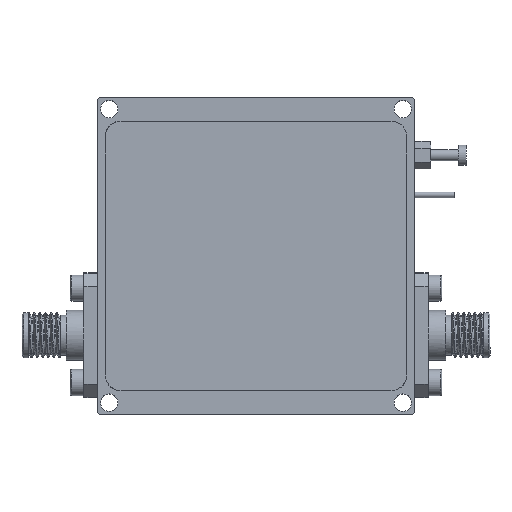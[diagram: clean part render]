
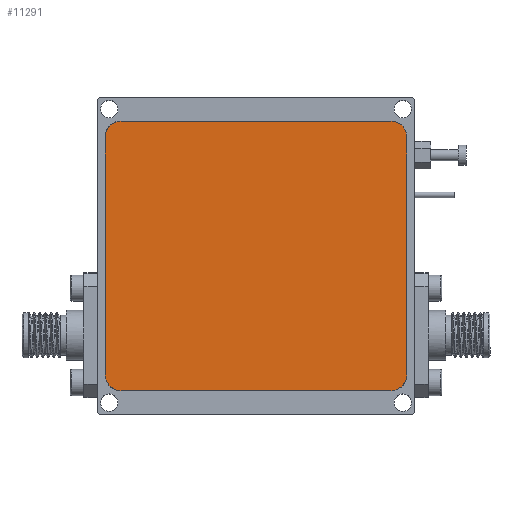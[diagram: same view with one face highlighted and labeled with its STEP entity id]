
A CAD part, top view. The second image highlights one B-rep face of the part: STEP entity #11291.
In plain terms, the highlighted planar face has unit normal (0, 0, 1).
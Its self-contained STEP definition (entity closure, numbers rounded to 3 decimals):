
#425 = DIRECTION ( 'NONE',  ( 1., 0., 0. ) ) ;
#844 = CARTESIAN_POINT ( 'NONE',  ( 3., 37., 12. ) ) ;
#1300 = ORIENTED_EDGE ( 'NONE', *, *, #11974, .T. ) ;
#1409 = DIRECTION ( 'NONE',  ( -1., 0., 0. ) ) ;
#1473 = CARTESIAN_POINT ( 'NONE',  ( 3., 37., 12. ) ) ;
#1526 = CARTESIAN_POINT ( 'NONE',  ( 1., 35., 12. ) ) ;
#1693 = CARTESIAN_POINT ( 'NONE',  ( 20., 3., 12. ) ) ;
#1771 = ORIENTED_EDGE ( 'NONE', *, *, #2967, .T. ) ;
#1780 = CARTESIAN_POINT ( 'NONE',  ( 1.246, 36.257, 12. ) ) ;
#1961 = DIRECTION ( 'NONE',  ( 0., -1., 0. ) ) ;
#2035 = CARTESIAN_POINT ( 'NONE',  ( 1., 20., 12. ) ) ;
#2153 = CARTESIAN_POINT ( 'NONE',  ( 38.754, 36.257, 12. ) ) ;
#2159 = EDGE_CURVE ( 'NONE', #3470, #13381, #2773, .T. ) ;
#2417 = B_SPLINE_CURVE_WITH_KNOTS ( 'NONE', 5,
 ( #7858, #10199, #12336, #5874, #6794, #11259 ),
 .UNSPECIFIED., .F., .F.,
 ( 6, 6 ),
 ( -110.566, -107.425 ),
 .UNSPECIFIED. ) ;
#2729 = CARTESIAN_POINT ( 'NONE',  ( 38.754, 3.743, 12. ) ) ;
#2773 = LINE ( 'NONE', #1693, #8372 ) ;
#2967 = EDGE_CURVE ( 'NONE', #8305, #7766, #11832, .T. ) ;
#3235 = CARTESIAN_POINT ( 'NONE',  ( 39., 35.628, 12. ) ) ;
#3294 = CARTESIAN_POINT ( 'NONE',  ( 37., 3., 12. ) ) ;
#3381 = DIRECTION ( 'NONE',  ( 0., 1., 0. ) ) ;
#3470 = VERTEX_POINT ( 'NONE', #5866 ) ;
#3542 = DIRECTION ( 'NONE',  ( 0., 0., 1. ) ) ;
#4295 = VERTEX_POINT ( 'NONE', #6412 ) ;
#4913 = EDGE_CURVE ( 'NONE', #13381, #9782, #9221, .T. ) ;
#5037 = CARTESIAN_POINT ( 'NONE',  ( 1., 35., 12. ) ) ;
#5492 = LINE ( 'NONE', #12799, #12884 ) ;
#5667 = CARTESIAN_POINT ( 'NONE',  ( 0., 0., 12. ) ) ;
#5725 = EDGE_CURVE ( 'NONE', #10698, #4295, #11606, .T. ) ;
#5866 = CARTESIAN_POINT ( 'NONE',  ( 3., 3., 12. ) ) ;
#5874 = CARTESIAN_POINT ( 'NONE',  ( 1.743, 3.246, 12. ) ) ;
#6039 = CARTESIAN_POINT ( 'NONE',  ( 37.628, 3., 12. ) ) ;
#6103 = CARTESIAN_POINT ( 'NONE',  ( 2.372, 37., 12. ) ) ;
#6118 = CARTESIAN_POINT ( 'NONE',  ( 37., 3., 12. ) ) ;
#6295 = ORIENTED_EDGE ( 'NONE', *, *, #11099, .T. ) ;
#6412 = CARTESIAN_POINT ( 'NONE',  ( 1., 5., 12. ) ) ;
#6465 = CARTESIAN_POINT ( 'NONE',  ( 37.628, 37., 12. ) ) ;
#6588 = LINE ( 'NONE', #12054, #13742 ) ;
#6668 = VERTEX_POINT ( 'NONE', #1473 ) ;
#6794 = CARTESIAN_POINT ( 'NONE',  ( 2.372, 3., 12. ) ) ;
#7031 = CARTESIAN_POINT ( 'NONE',  ( 39., 4.372, 12. ) ) ;
#7231 = ORIENTED_EDGE ( 'NONE', *, *, #4913, .T. ) ;
#7413 = CARTESIAN_POINT ( 'NONE',  ( 39., 5., 12. ) ) ;
#7766 = VERTEX_POINT ( 'NONE', #9893 ) ;
#7858 = CARTESIAN_POINT ( 'NONE',  ( 1., 5., 12. ) ) ;
#8299 = EDGE_LOOP ( 'NONE', ( #12779, #13809, #13819, #7231, #1300, #1771, #10145, #6295 ) ) ;
#8305 = VERTEX_POINT ( 'NONE', #12636 ) ;
#8372 = VECTOR ( 'NONE', #10341, 1000. ) ;
#8502 = CARTESIAN_POINT ( 'NONE',  ( 1., 35.628, 12. ) ) ;
#8927 = PLANE ( 'NONE',  #9020 ) ;
#9020 = AXIS2_PLACEMENT_3D ( 'NONE', #5667, #3542, #425 ) ;
#9033 = CARTESIAN_POINT ( 'NONE',  ( 39., 5., 12. ) ) ;
#9221 = B_SPLINE_CURVE_WITH_KNOTS ( 'NONE', 5,
 ( #6118, #6039, #12444, #2729, #7031, #9033 ),
 .UNSPECIFIED., .F., .F.,
 ( 6, 6 ),
 ( -73.425, -70.283 ),
 .UNSPECIFIED. ) ;
#9782 = VERTEX_POINT ( 'NONE', #7413 ) ;
#9893 = CARTESIAN_POINT ( 'NONE',  ( 37., 37., 12. ) ) ;
#10145 = ORIENTED_EDGE ( 'NONE', *, *, #13850, .T. ) ;
#10199 = CARTESIAN_POINT ( 'NONE',  ( 1., 4.372, 12. ) ) ;
#10341 = DIRECTION ( 'NONE',  ( 1., 0., 0. ) ) ;
#10511 = CARTESIAN_POINT ( 'NONE',  ( 39., 35., 12. ) ) ;
#10698 = VERTEX_POINT ( 'NONE', #1526 ) ;
#11051 = FACE_OUTER_BOUND ( 'NONE', #8299, .T. ) ;
#11053 = B_SPLINE_CURVE_WITH_KNOTS ( 'NONE', 5,
 ( #844, #6103, #11491, #1780, #8502, #5037 ),
 .UNSPECIFIED., .F., .F.,
 ( 6, 6 ),
 ( -3.142, 0. ),
 .UNSPECIFIED. ) ;
#11099 = EDGE_CURVE ( 'NONE', #6668, #10698, #11053, .T. ) ;
#11259 = CARTESIAN_POINT ( 'NONE',  ( 3., 3., 12. ) ) ;
#11291 = ADVANCED_FACE ( 'NONE', ( #11051 ), #8927, .T. ) ;
#11335 = EDGE_CURVE ( 'NONE', #4295, #3470, #2417, .T. ) ;
#11491 = CARTESIAN_POINT ( 'NONE',  ( 1.743, 36.754, 12. ) ) ;
#11606 = LINE ( 'NONE', #2035, #13949 ) ;
#11832 = B_SPLINE_CURVE_WITH_KNOTS ( 'NONE', 5,
 ( #10511, #3235, #2153, #12874, #6465, #12794 ),
 .UNSPECIFIED., .F., .F.,
 ( 6, 6 ),
 ( -40.283, -37.142 ),
 .UNSPECIFIED. ) ;
#11974 = EDGE_CURVE ( 'NONE', #9782, #8305, #5492, .T. ) ;
#12054 = CARTESIAN_POINT ( 'NONE',  ( 20., 37., 12. ) ) ;
#12336 = CARTESIAN_POINT ( 'NONE',  ( 1.246, 3.743, 12. ) ) ;
#12444 = CARTESIAN_POINT ( 'NONE',  ( 38.257, 3.246, 12. ) ) ;
#12636 = CARTESIAN_POINT ( 'NONE',  ( 39., 35., 12. ) ) ;
#12779 = ORIENTED_EDGE ( 'NONE', *, *, #5725, .T. ) ;
#12794 = CARTESIAN_POINT ( 'NONE',  ( 37., 37., 12. ) ) ;
#12799 = CARTESIAN_POINT ( 'NONE',  ( 39., 20., 12. ) ) ;
#12874 = CARTESIAN_POINT ( 'NONE',  ( 38.257, 36.754, 12. ) ) ;
#12884 = VECTOR ( 'NONE', #3381, 1000. ) ;
#13381 = VERTEX_POINT ( 'NONE', #3294 ) ;
#13742 = VECTOR ( 'NONE', #1409, 1000. ) ;
#13809 = ORIENTED_EDGE ( 'NONE', *, *, #11335, .T. ) ;
#13819 = ORIENTED_EDGE ( 'NONE', *, *, #2159, .T. ) ;
#13850 = EDGE_CURVE ( 'NONE', #7766, #6668, #6588, .T. ) ;
#13949 = VECTOR ( 'NONE', #1961, 1000. ) ;
